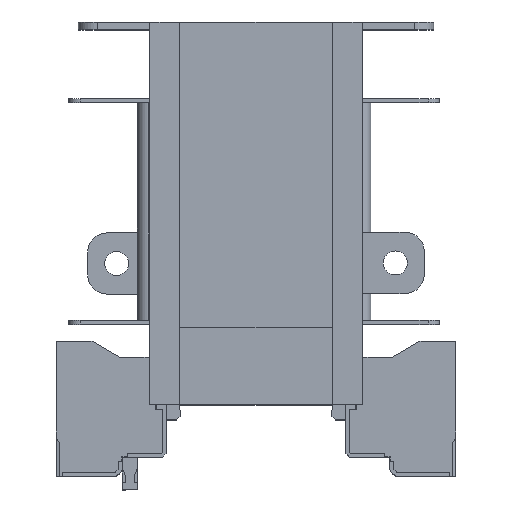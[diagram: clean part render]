
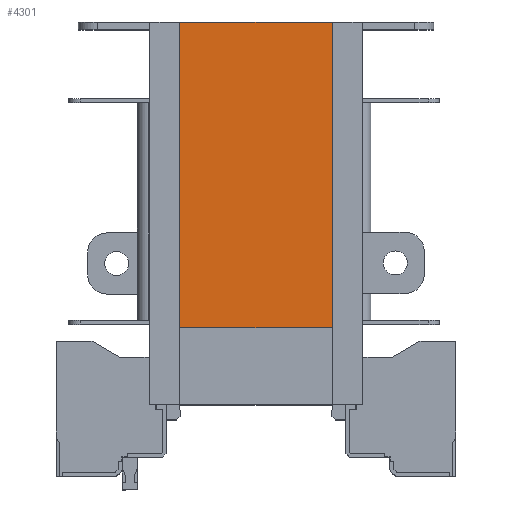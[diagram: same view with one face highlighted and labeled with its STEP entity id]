
A CAD part, top view. The second image highlights one B-rep face of the part: STEP entity #4301.
In plain terms, the highlighted face is planar.
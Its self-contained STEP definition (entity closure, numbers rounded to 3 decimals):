
#1604 = CARTESIAN_POINT ( 'NONE',  ( 120., 0., 40. ) ) ;
#4301 = ADVANCED_FACE ( 'NONE', ( #13505 ), #31995, .F. ) ;
#4438 = ORIENTED_EDGE ( 'NONE', *, *, #34399, .T. ) ;
#4752 = EDGE_CURVE ( 'NONE', #15822, #5930, #30458, .T. ) ;
#4980 = CARTESIAN_POINT ( 'NONE',  ( 120., 0., 40. ) ) ;
#5182 = ORIENTED_EDGE ( 'NONE', *, *, #4752, .F. ) ;
#5839 = EDGE_LOOP ( 'NONE', ( #20480, #29629, #5182, #4438 ) ) ;
#5930 = VERTEX_POINT ( 'NONE', #14584 ) ;
#6676 = VECTOR ( 'NONE', #23625, 1000. ) ;
#7948 = DIRECTION ( 'NONE',  ( 0., -1., 0. ) ) ;
#9464 = CARTESIAN_POINT ( 'NONE',  ( 120., -80., 40. ) ) ;
#9601 = AXIS2_PLACEMENT_3D ( 'NONE', #1604, #26006, #7948 ) ;
#13505 = FACE_OUTER_BOUND ( 'NONE', #5839, .T. ) ;
#14393 = DIRECTION ( 'NONE',  ( 0., 1., 0. ) ) ;
#14584 = CARTESIAN_POINT ( 'NONE',  ( 120., 0., 40. ) ) ;
#15054 = CARTESIAN_POINT ( 'NONE',  ( 120., 0., 0. ) ) ;
#15789 = CARTESIAN_POINT ( 'NONE',  ( 120., -80., 0. ) ) ;
#15822 = VERTEX_POINT ( 'NONE', #20792 ) ;
#20127 = VECTOR ( 'NONE', #33712, 1000. ) ;
#20480 = ORIENTED_EDGE ( 'NONE', *, *, #22382, .T. ) ;
#20792 = CARTESIAN_POINT ( 'NONE',  ( 120., -80., 40. ) ) ;
#22382 = EDGE_CURVE ( 'NONE', #25854, #25336, #30161, .T. ) ;
#23625 = DIRECTION ( 'NONE',  ( 0., 0., -1. ) ) ;
#25336 = VERTEX_POINT ( 'NONE', #35549 ) ;
#25854 = VERTEX_POINT ( 'NONE', #15789 ) ;
#26006 = DIRECTION ( 'NONE',  ( -1., 0., 0. ) ) ;
#27369 = VECTOR ( 'NONE', #36729, 1000. ) ;
#29388 = EDGE_CURVE ( 'NONE', #5930, #25336, #38946, .T. ) ;
#29629 = ORIENTED_EDGE ( 'NONE', *, *, #29388, .F. ) ;
#30161 = LINE ( 'NONE', #15054, #27369 ) ;
#30458 = LINE ( 'NONE', #36245, #31851 ) ;
#31851 = VECTOR ( 'NONE', #14393, 1000. ) ;
#31995 = PLANE ( 'NONE',  #9601 ) ;
#33712 = DIRECTION ( 'NONE',  ( 0., 0., -1. ) ) ;
#34399 = EDGE_CURVE ( 'NONE', #15822, #25854, #36705, .T. ) ;
#35549 = CARTESIAN_POINT ( 'NONE',  ( 120., 0., 0. ) ) ;
#36245 = CARTESIAN_POINT ( 'NONE',  ( 120., 0., 40. ) ) ;
#36705 = LINE ( 'NONE', #9464, #20127 ) ;
#36729 = DIRECTION ( 'NONE',  ( 0., 1., 0. ) ) ;
#38946 = LINE ( 'NONE', #4980, #6676 ) ;
